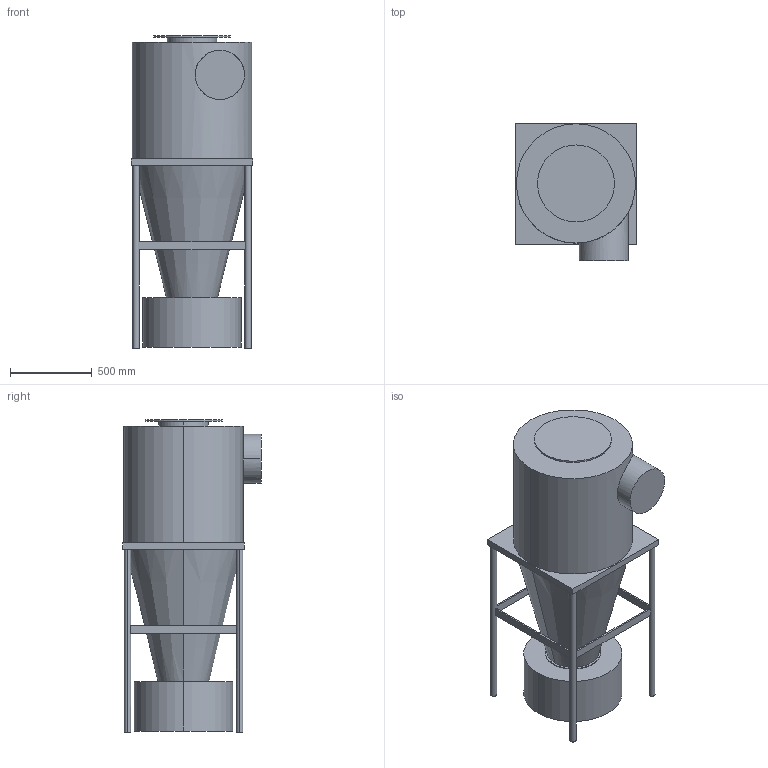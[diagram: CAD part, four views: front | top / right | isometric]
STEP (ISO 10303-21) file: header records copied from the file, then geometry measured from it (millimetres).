
FILE_DESCRIPTION (( 'STEP AP203' ), '1' );
FILE_NAME ('Cyklona_300-500_P.STEP', '2021-02-10T12:13:57', ( '' ), ( '' ), 'SwSTEP 2.0', 'SolidWorks 2020', '' );
FILE_SCHEMA (( 'CONFIG_CONTROL_DESIGN' ));
Length unit declared in the file: millimetre
Products named in the file (1): Cyklona_300-500_P
Bounding box: 740 x 843 x 1911 mm (x, y, z)
Volume: 601362775.3 mm3; surface area: 6082027.6 mm2
Topology: 1 solids, 1 shells, 55 faces, 138 edges, 92 vertices
Faces by surface type: plane 33, cylinder 20, cone 2
Entity records: 1957 total; most frequent: CARTESIAN_POINT 476, DIRECTION 314, ORIENTED_EDGE 276, EDGE_CURVE 138, AXIS2_PLACEMENT_3D 122, VERTEX_POINT 92, LINE 70, EDGE_LOOP 70
